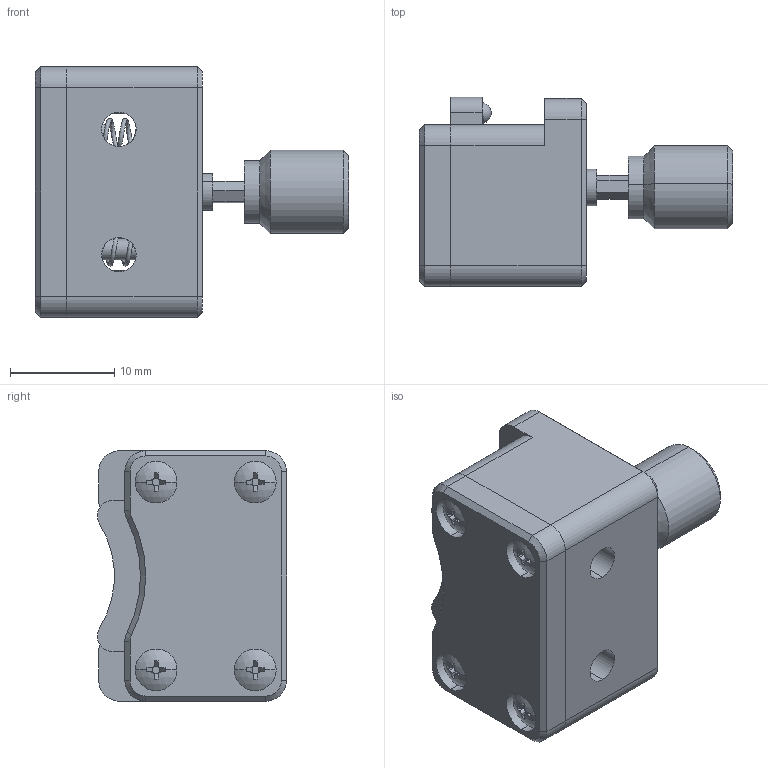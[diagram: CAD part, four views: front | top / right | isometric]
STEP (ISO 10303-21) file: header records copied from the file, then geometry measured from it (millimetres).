
FILE_DESCRIPTION (( 'STEP AP203' ), '1' );
FILE_NAME ('NF25.4.STEP', '2019-05-10T01:29:44', ( '' ), ( '' ), 'SwSTEP 2.0', 'SolidWorks 2016', '' );
FILE_SCHEMA (( 'CONFIG_CONTROL_DESIGN' ));
Length unit declared in the file: millimetre
Products named in the file (1): NF25.4
Bounding box: 30 x 18.12 x 24 mm (x, y, z)
Surface area: 3742.9 mm2 (no closed solid volume)
Topology: 0 solids, 15 shells, 239 faces, 931 edges, 691 vertices
Faces by surface type: plane 138, cylinder 67, cone 18, sphere 12, bspline 4
Entity records: 13914 total; most frequent: CARTESIAN_POINT 6182, DIRECTION 1597, ORIENTED_EDGE 1424, EDGE_CURVE 921, VERTEX_POINT 685, VECTOR 605, LINE 605, AXIS2_PLACEMENT_3D 496
